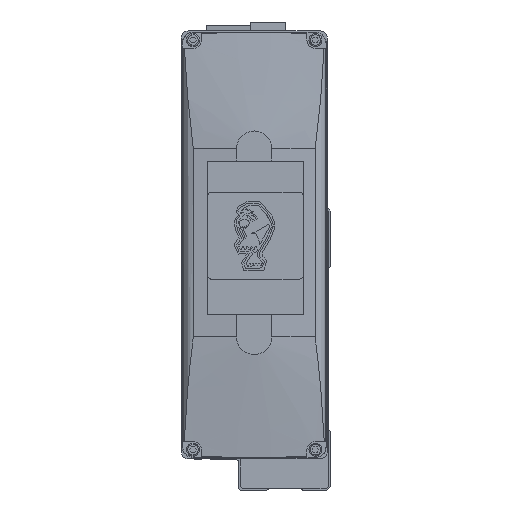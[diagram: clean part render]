
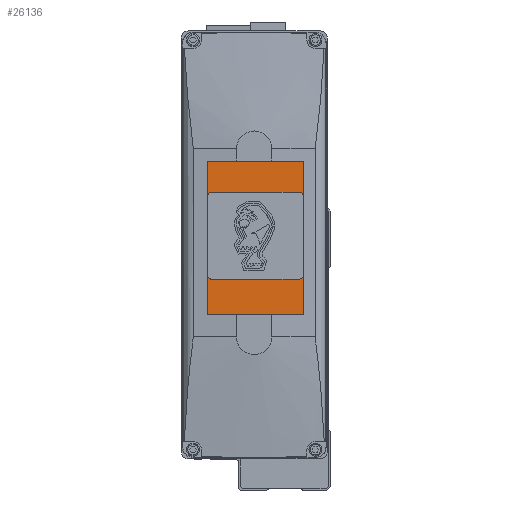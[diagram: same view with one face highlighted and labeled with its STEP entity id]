
A CAD part, left-side view. The second image highlights one B-rep face of the part: STEP entity #26136.
In plain terms, the highlighted planar face has unit normal (-1, 0, 0).
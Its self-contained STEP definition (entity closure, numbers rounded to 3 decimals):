
#345 = DIRECTION ( 'NONE',  ( 0., 0., -1. ) ) ;
#651 = CARTESIAN_POINT ( 'NONE',  ( -43., -21.024, 14.734 ) ) ;
#1866 = ORIENTED_EDGE ( 'NONE', *, *, #11552, .T. ) ;
#4288 = DIRECTION ( 'NONE',  ( 0., 0., 1. ) ) ;
#5650 = VERTEX_POINT ( 'NONE', #11316 ) ;
#6299 = CARTESIAN_POINT ( 'NONE',  ( -43., 19.976, 79.734 ) ) ;
#6555 = LINE ( 'NONE', #19780, #11788 ) ;
#7101 = DIRECTION ( 'NONE',  ( 1., 0., 0. ) ) ;
#7440 = LINE ( 'NONE', #26547, #26641 ) ;
#9491 = ORIENTED_EDGE ( 'NONE', *, *, #19977, .T. ) ;
#11154 = LINE ( 'NONE', #27483, #13404 ) ;
#11316 = CARTESIAN_POINT ( 'NONE',  ( -43., -21.024, 79.734 ) ) ;
#11552 = EDGE_CURVE ( 'NONE', #20337, #5650, #6555, .T. ) ;
#11788 = VECTOR ( 'NONE', #4288, 1000. ) ;
#13161 = DIRECTION ( 'NONE',  ( 0., 1., 0. ) ) ;
#13404 = VECTOR ( 'NONE', #16885, 1000. ) ;
#16885 = DIRECTION ( 'NONE',  ( 0., -1., 0. ) ) ;
#17010 = AXIS2_PLACEMENT_3D ( 'NONE', #32890, #7101, #30263 ) ;
#17485 = VERTEX_POINT ( 'NONE', #19077 ) ;
#19048 = EDGE_CURVE ( 'NONE', #5650, #23751, #7440, .T. ) ;
#19077 = CARTESIAN_POINT ( 'NONE',  ( -43., 19.976, 14.734 ) ) ;
#19780 = CARTESIAN_POINT ( 'NONE',  ( -43., -21.024, 14.734 ) ) ;
#19977 = EDGE_CURVE ( 'NONE', #23751, #17485, #24173, .T. ) ;
#20337 = VERTEX_POINT ( 'NONE', #651 ) ;
#23104 = ORIENTED_EDGE ( 'NONE', *, *, #19048, .T. ) ;
#23751 = VERTEX_POINT ( 'NONE', #6299 ) ;
#23811 = CARTESIAN_POINT ( 'NONE',  ( -43., 19.976, 14.734 ) ) ;
#24173 = LINE ( 'NONE', #23811, #30599 ) ;
#24999 = ORIENTED_EDGE ( 'NONE', *, *, #31254, .T. ) ;
#26136 = ADVANCED_FACE ( 'NONE', ( #30945 ), #30605, .F. ) ;
#26547 = CARTESIAN_POINT ( 'NONE',  ( -43., -21.024, 79.734 ) ) ;
#26641 = VECTOR ( 'NONE', #13161, 1000. ) ;
#27483 = CARTESIAN_POINT ( 'NONE',  ( -43., -21.024, 14.734 ) ) ;
#30263 = DIRECTION ( 'NONE',  ( 0., 0., -1. ) ) ;
#30599 = VECTOR ( 'NONE', #345, 1000. ) ;
#30605 = PLANE ( 'NONE',  #17010 ) ;
#30945 = FACE_OUTER_BOUND ( 'NONE', #32728, .T. ) ;
#31254 = EDGE_CURVE ( 'NONE', #17485, #20337, #11154, .T. ) ;
#32728 = EDGE_LOOP ( 'NONE', ( #23104, #9491, #24999, #1866 ) ) ;
#32890 = CARTESIAN_POINT ( 'NONE',  ( -43., 0., 0. ) ) ;
